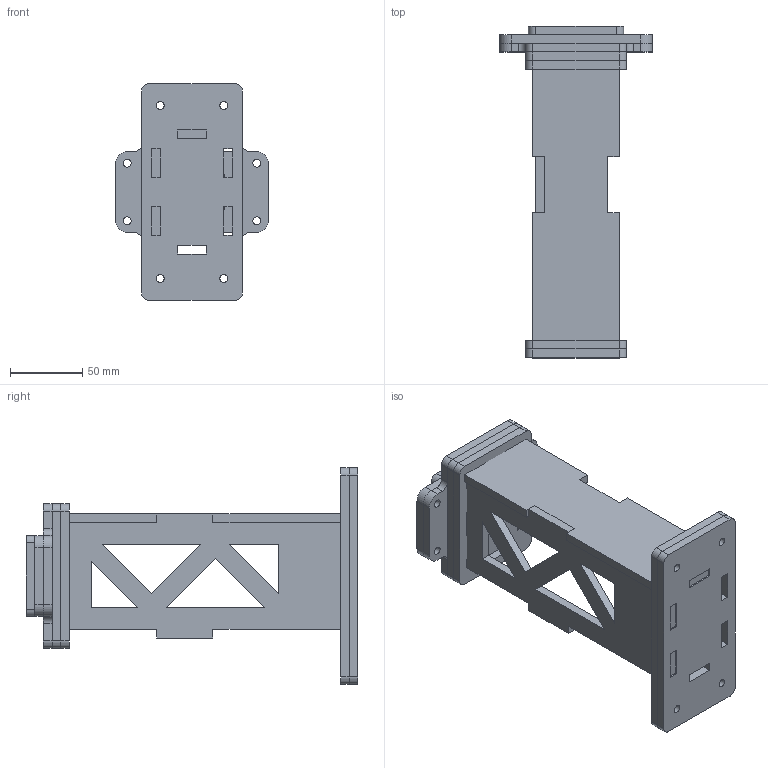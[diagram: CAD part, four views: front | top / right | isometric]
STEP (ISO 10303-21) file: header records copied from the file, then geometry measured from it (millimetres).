
FILE_DESCRIPTION(/* description */ (''),/* implementation_level */ '2;1');
FILE_NAME(/* name */ '0821_2020_adapter_baseplate v10.step',/* time_stamp */ '2020-04-10T13:29:48+09:00',/* author */ (''),/* organization */ (''),/* preprocessor_version */ 'ST-DEVELOPER v18',/* originating_system */ 'Autodesk Translation Framework v8.12.0.6',/* authorisation */ '');
FILE_SCHEMA (('AUTOMOTIVE_DESIGN { 1 0 10303 214 3 1 1 }'));
Length unit declared in the file: millimetre
Products named in the file (1): 0821_2020_adapter_baseplate
Bounding box: 106 x 230 x 150 mm (x, y, z)
Volume: 435958.4 mm3; surface area: 182434.5 mm2
Topology: 9 solids, 9 shells, 294 faces, 828 edges, 552 vertices
Faces by surface type: plane 234, cylinder 60
Full cylindrical faces by diameter (mm): 2.9 x4, 5 x4, 5.5 x16
Entity records: 9669 total; most frequent: CARTESIAN_POINT 1675, ORIENTED_EDGE 1656, DIRECTION 1538, EDGE_CURVE 828, LINE 708, VECTOR 708, VERTEX_POINT 552, AXIS2_PLACEMENT_3D 415
